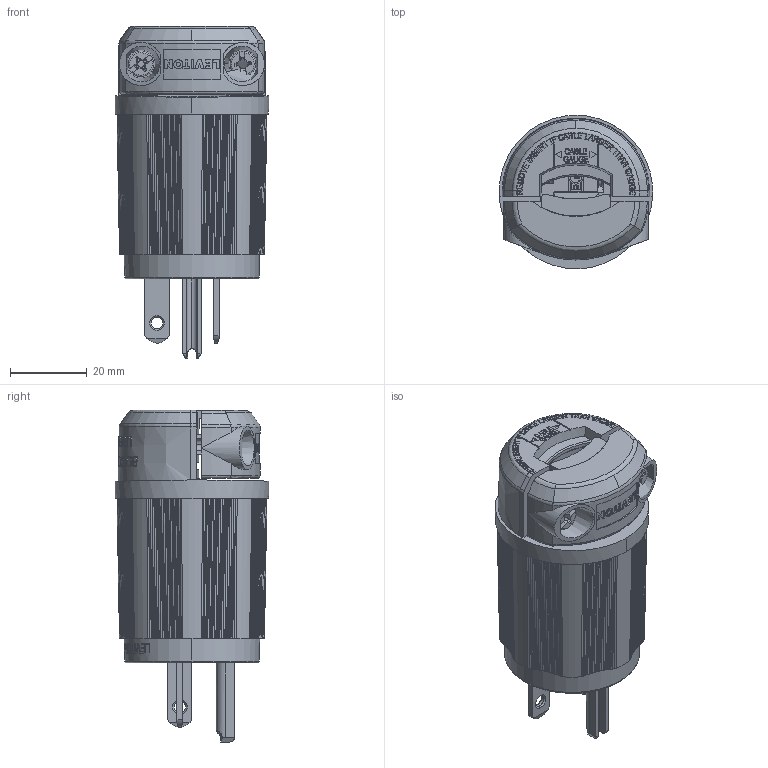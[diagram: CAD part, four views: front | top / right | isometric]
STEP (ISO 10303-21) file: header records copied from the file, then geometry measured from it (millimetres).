
FILE_DESCRIPTION (( 'STEP AP214' ), '1' );
FILE_NAME ('ORC5403-M01 cat 5366E.STEP', '2024-10-16T17:06:17', ( '' ), ( '' ), 'SwSTEP 2.0', 'SolidWorks 2024', '' );
FILE_SCHEMA (( 'AUTOMOTIVE_DESIGN' ));
Length unit declared in the file: inch
Products named in the file (1): ORC5403-M01   cat 5366E
Bounding box: 40.09 x 40.12 x 86.72 mm (x, y, z)
Surface area: 14647.1 mm2 (no closed solid volume)
Topology: 0 solids, 19 shells, 2193 faces, 7236 edges, 4972 vertices
Faces by surface type: plane 1016, bspline 754, cone 301, cylinder 90, torus 32
Entity records: 139497 total; most frequent: CARTESIAN_POINT 82949, ORIENTED_EDGE 12731, DIRECTION 9477, EDGE_CURVE 7236, VERTEX_POINT 4972, LINE 3271, VECTOR 3271, AXIS2_PLACEMENT_3D 3103
